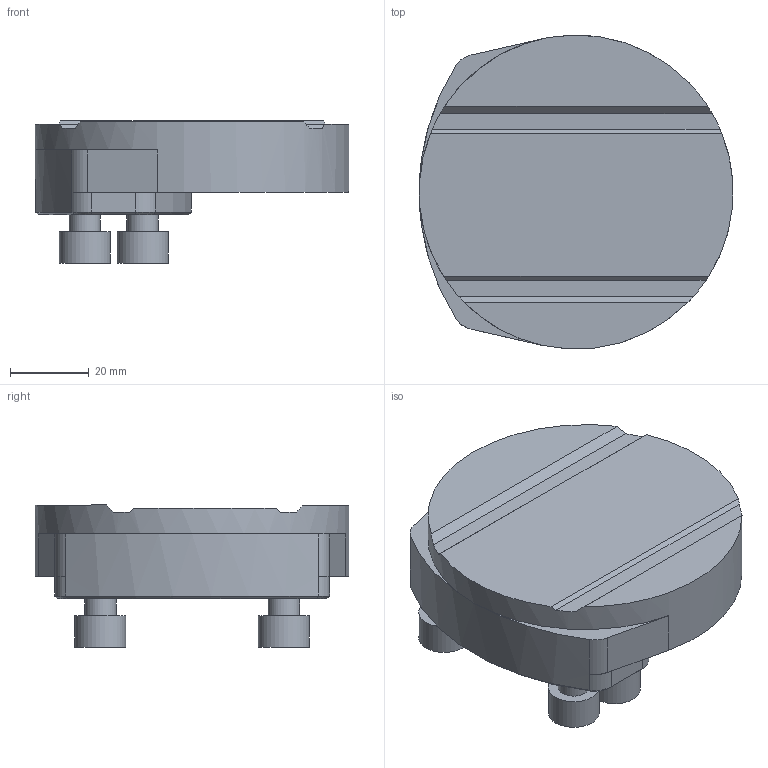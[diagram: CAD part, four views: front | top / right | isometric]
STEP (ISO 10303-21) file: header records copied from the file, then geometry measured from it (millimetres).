
FILE_DESCRIPTION(/* description */ (''),/* implementation_level */ '2;1');
FILE_NAME(/* name */ '1529305189831.stp',/* time_stamp */ '2018-06-18T08:59:56+02:00',/* author */ (''),/* organization */ ('SMS'),/* preprocessor_version */ 'ST-DEVELOPER v15',/* originating_system */ 'SIEMENS PLM Software NX 8.5',/* authorisation */ '');
FILE_SCHEMA (('AUTOMOTIVE_DESIGN { 1 0 10303 214 3 1 1 1 }'));
Length unit declared in the file: millimetre
Products named in the file (1): SL70-80_23-RG
Bounding box: 79.91 x 79.94 x 36.23 mm (x, y, z)
Volume: 107531.1 mm3; surface area: 18444.8 mm2
Topology: 1 solids, 1 shells, 50 faces, 114 edges, 79 vertices
Faces by surface type: plane 27, cylinder 17, cone 6
Full cylindrical faces by diameter (mm): 8 x4, 13 x4, 80 x1
Entity records: 1410 total; most frequent: DIRECTION 266, CARTESIAN_POINT 224, ORIENTED_EDGE 196, AXIS2_PLACEMENT_3D 112, EDGE_CURVE 98, EDGE_LOOP 67, VERTEX_POINT 67, ADVANCED_FACE 50
